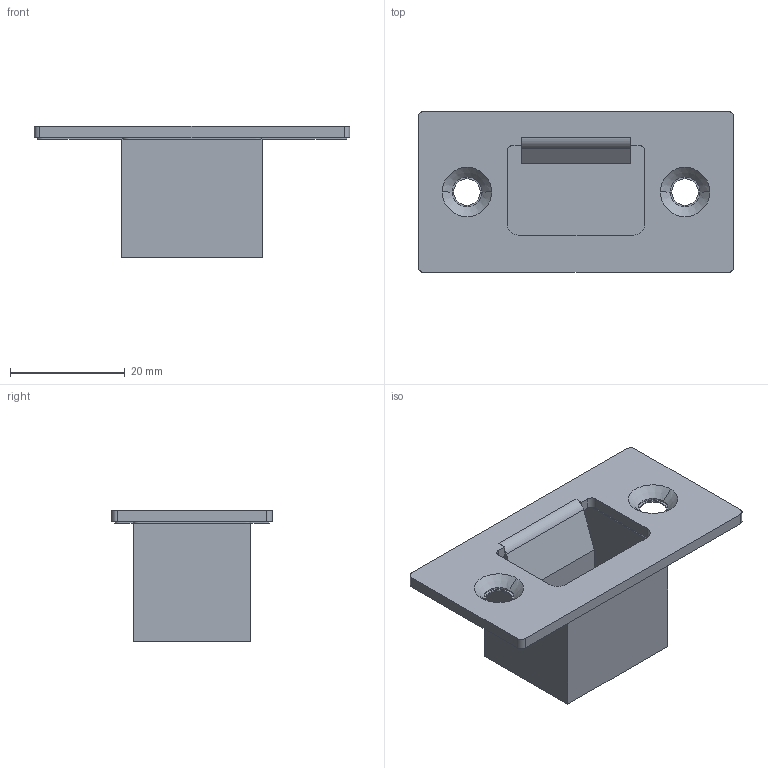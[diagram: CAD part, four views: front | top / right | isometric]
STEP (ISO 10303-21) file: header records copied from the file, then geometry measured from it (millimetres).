
FILE_DESCRIPTION (( 'STEP AP203' ), '1' );
FILE_NAME ('sone3D.STEP', '2014-07-24T10:19:22', ( '' ), ( '' ), 'SwSTEP 2.0', 'SolidWorks 2012', '' );
FILE_SCHEMA (( 'CONFIG_CONTROL_DESIGN' ));
Length unit declared in the file: millimetre
Products named in the file (3): AC-1025-RR-E僩儘僇僶乕_; AC-1025-RR-E僾儗乕僩_; sone3D
Assembly tree (2 placements, depth 2):
  sone3D
    AC-1025-RR-E僩儘僇僶乕_
    AC-1025-RR-E僾儗乕僩_
Bounding box: 55 x 28 x 23 mm (x, y, z)
Volume: 3586.7 mm3; surface area: 9481 mm2
Topology: 2 solids, 2 shells, 81 faces, 213 edges, 136 vertices
Faces by surface type: plane 46, cylinder 31, cone 4
Entity records: 2816 total; most frequent: DIRECTION 453, CARTESIAN_POINT 435, ORIENTED_EDGE 426, EDGE_CURVE 213, AXIS2_PLACEMENT_3D 154, LINE 145, VECTOR 145, VERTEX_POINT 136
